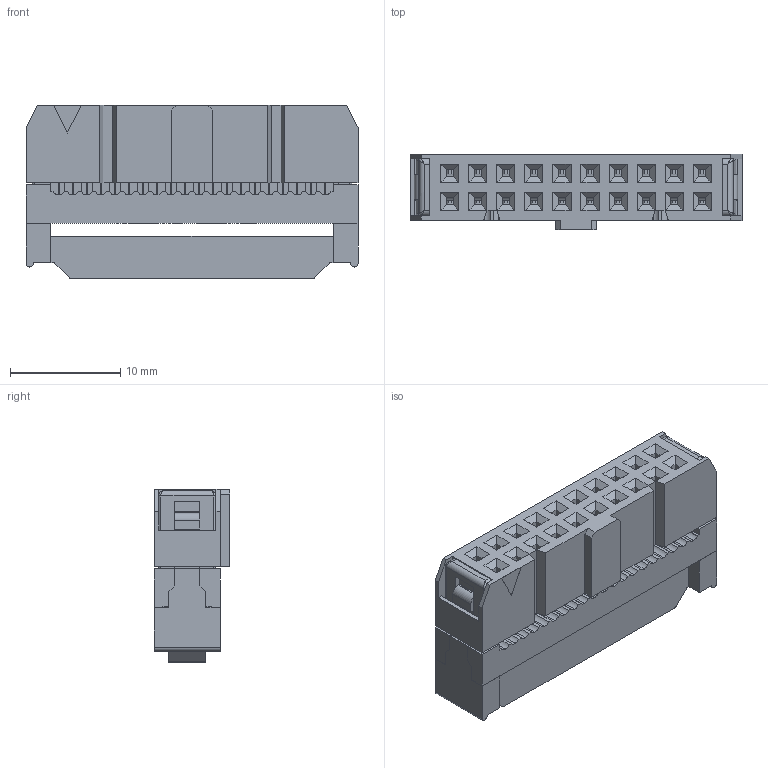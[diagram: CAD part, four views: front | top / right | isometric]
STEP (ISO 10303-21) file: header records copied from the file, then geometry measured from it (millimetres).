
FILE_DESCRIPTION(('STEP AP214'),'1');
FILE_NAME('43717.stp','2017-03-03T06:56:30',('TraceParts'),('TraceParts S.A.'),'Spatial InterOp 3D',' ',' ');
FILE_SCHEMA(('automotive_design'));
Length unit declared in the file: millimetre
Products named in the file (23): 43717_1; 43717_2; 43717_3; 43717_4; 43717_5; 43717_6; 43717_7; 43717_8; 43717_9; 43717_10; 43717_11; 43717_12; 43717_13; 43717_14; 43717_15; 43717_16; 43717_17; 43717_18; 43717_19; 43717_20; 43717_21; 43717_22; 43717_23
Bounding box: 30.08 x 6.86 x 15.7 mm (x, y, z)
Volume: 2060.2 mm3; surface area: 3897 mm2
Topology: 23 solids, 23 shells, 1370 faces, 3773 edges, 2444 vertices
Faces by surface type: plane 970, cylinder 348, extrusion 40, bspline 4, sphere 4, torus 4
Entity records: 45204 total; most frequent: CARTESIAN_POINT 9694, ORIENTED_EDGE 7538, DIRECTION 7040, EDGE_CURVE 3769, VECTOR 2942, LINE 2902, VERTEX_POINT 2444, AXIS2_PLACEMENT_3D 2049
